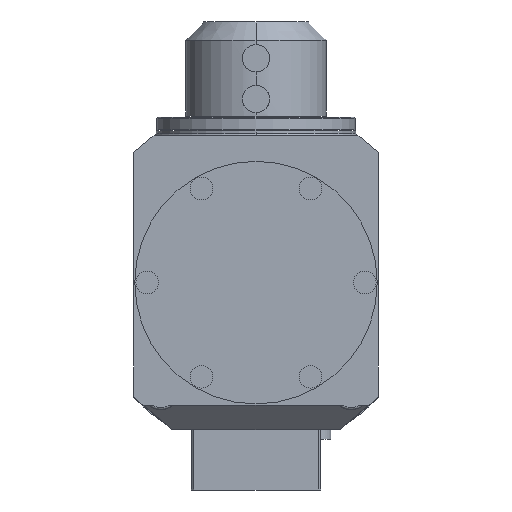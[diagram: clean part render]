
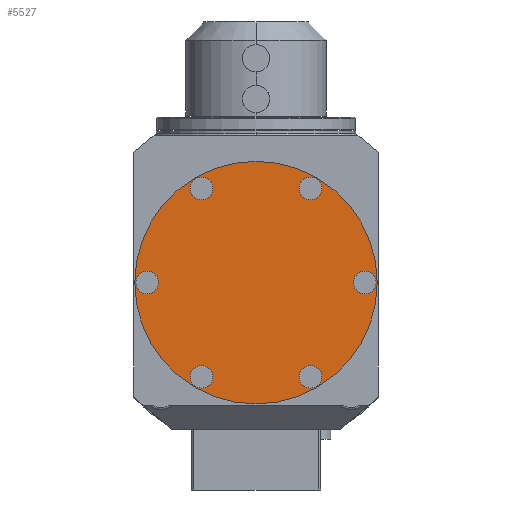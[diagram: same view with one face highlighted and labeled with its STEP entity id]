
A CAD part, left-side view. The second image highlights one B-rep face of the part: STEP entity #5527.
In plain terms, the highlighted planar face has unit normal (-1, 0, 0).
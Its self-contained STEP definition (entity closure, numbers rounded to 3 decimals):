
#669=CARTESIAN_POINT('',(-138.,0.,0.));
#670=DIRECTION('',(-1.,0.,0.));
#671=DIRECTION('',(0.,0.,1.));
#672=AXIS2_PLACEMENT_3D('',#669,#670,#671);
#678=CARTESIAN_POINT('',(-138.,0.,0.));
#679=DIRECTION('',(1.,0.,0.));
#680=DIRECTION('',(0.,0.,1.));
#681=AXIS2_PLACEMENT_3D('',#678,#679,#680);
#687=CARTESIAN_POINT('',(-138.,-24.,41.569));
#688=DIRECTION('',(1.,0.,0.));
#689=DIRECTION('',(0.,0.,1.));
#690=AXIS2_PLACEMENT_3D('',#687,#688,#689);
#692=CARTESIAN_POINT('',(-138.,-24.,41.569));
#693=DIRECTION('',(1.,0.,0.));
#694=DIRECTION('',(0.,0.,-1.));
#695=AXIS2_PLACEMENT_3D('',#692,#693,#694);
#697=CARTESIAN_POINT('',(-138.,24.,41.569));
#698=DIRECTION('',(1.,0.,0.));
#699=DIRECTION('',(0.,0.,1.));
#700=AXIS2_PLACEMENT_3D('',#697,#698,#699);
#702=CARTESIAN_POINT('',(-138.,24.,41.569));
#703=DIRECTION('',(1.,0.,0.));
#704=DIRECTION('',(0.,0.,-1.));
#705=AXIS2_PLACEMENT_3D('',#702,#703,#704);
#707=CARTESIAN_POINT('',(-138.,48.,0.));
#708=DIRECTION('',(1.,0.,0.));
#709=DIRECTION('',(0.,0.,1.));
#710=AXIS2_PLACEMENT_3D('',#707,#708,#709);
#712=CARTESIAN_POINT('',(-138.,48.,0.));
#713=DIRECTION('',(1.,0.,0.));
#714=DIRECTION('',(0.,0.,-1.));
#715=AXIS2_PLACEMENT_3D('',#712,#713,#714);
#717=CARTESIAN_POINT('',(-138.,24.,-41.569));
#718=DIRECTION('',(1.,0.,0.));
#719=DIRECTION('',(0.,0.,1.));
#720=AXIS2_PLACEMENT_3D('',#717,#718,#719);
#722=CARTESIAN_POINT('',(-138.,24.,-41.569));
#723=DIRECTION('',(1.,0.,0.));
#724=DIRECTION('',(0.,0.,-1.));
#725=AXIS2_PLACEMENT_3D('',#722,#723,#724);
#727=CARTESIAN_POINT('',(-138.,-24.,-41.569));
#728=DIRECTION('',(1.,0.,0.));
#729=DIRECTION('',(0.,0.,1.));
#730=AXIS2_PLACEMENT_3D('',#727,#728,#729);
#732=CARTESIAN_POINT('',(-138.,-24.,-41.569));
#733=DIRECTION('',(1.,0.,0.));
#734=DIRECTION('',(0.,0.,-1.));
#735=AXIS2_PLACEMENT_3D('',#732,#733,#734);
#737=CARTESIAN_POINT('',(-138.,-48.,0.));
#738=DIRECTION('',(1.,0.,0.));
#739=DIRECTION('',(0.,0.,1.));
#740=AXIS2_PLACEMENT_3D('',#737,#738,#739);
#742=CARTESIAN_POINT('',(-138.,-48.,0.));
#743=DIRECTION('',(1.,0.,0.));
#744=DIRECTION('',(0.,0.,-1.));
#745=AXIS2_PLACEMENT_3D('',#742,#743,#744);
#4407=CARTESIAN_POINT('',(-138.,0.,53.5));
#4408=CARTESIAN_POINT('',(-138.,0.,-53.5));
#4409=VERTEX_POINT('',#4407);
#4410=VERTEX_POINT('',#4408);
#4419=CARTESIAN_POINT('',(-138.,-24.,46.569));
#4420=CARTESIAN_POINT('',(-138.,-24.,36.569));
#4421=VERTEX_POINT('',#4419);
#4422=VERTEX_POINT('',#4420);
#4427=CARTESIAN_POINT('',(-138.,24.,46.569));
#4428=CARTESIAN_POINT('',(-138.,24.,36.569));
#4429=VERTEX_POINT('',#4427);
#4430=VERTEX_POINT('',#4428);
#4435=CARTESIAN_POINT('',(-138.,48.,5.));
#4436=CARTESIAN_POINT('',(-138.,48.,-5.));
#4437=VERTEX_POINT('',#4435);
#4438=VERTEX_POINT('',#4436);
#4443=CARTESIAN_POINT('',(-138.,24.,-36.569));
#4444=CARTESIAN_POINT('',(-138.,24.,-46.569));
#4445=VERTEX_POINT('',#4443);
#4446=VERTEX_POINT('',#4444);
#4451=CARTESIAN_POINT('',(-138.,-24.,-36.569));
#4452=CARTESIAN_POINT('',(-138.,-24.,-46.569));
#4453=VERTEX_POINT('',#4451);
#4454=VERTEX_POINT('',#4452);
#4459=CARTESIAN_POINT('',(-138.,-48.,5.));
#4460=CARTESIAN_POINT('',(-138.,-48.,-5.));
#4461=VERTEX_POINT('',#4459);
#4462=VERTEX_POINT('',#4460);
#5482=CARTESIAN_POINT('',(-138.,0.,0.));
#5483=DIRECTION('',(-1.,0.,0.));
#5484=DIRECTION('',(0.,0.,-1.));
#5485=AXIS2_PLACEMENT_3D('',#5482,#5483,#5484);
#5486=PLANE('',#5485);
#5487=ORIENTED_EDGE('',*,*,#5476,.T.);
#5488=ORIENTED_EDGE('',*,*,#5462,.F.);
#5489=EDGE_LOOP('',(#5487,#5488));
#5490=FACE_OUTER_BOUND('',#5489,.F.);
#5492=ORIENTED_EDGE('',*,*,#5491,.F.);
#5494=ORIENTED_EDGE('',*,*,#5493,.F.);
#5495=EDGE_LOOP('',(#5492,#5494));
#5496=FACE_BOUND('',#5495,.F.);
#5498=ORIENTED_EDGE('',*,*,#5497,.F.);
#5500=ORIENTED_EDGE('',*,*,#5499,.F.);
#5501=EDGE_LOOP('',(#5498,#5500));
#5502=FACE_BOUND('',#5501,.F.);
#5504=ORIENTED_EDGE('',*,*,#5503,.F.);
#5506=ORIENTED_EDGE('',*,*,#5505,.F.);
#5507=EDGE_LOOP('',(#5504,#5506));
#5508=FACE_BOUND('',#5507,.F.);
#5510=ORIENTED_EDGE('',*,*,#5509,.F.);
#5512=ORIENTED_EDGE('',*,*,#5511,.F.);
#5513=EDGE_LOOP('',(#5510,#5512));
#5514=FACE_BOUND('',#5513,.F.);
#5516=ORIENTED_EDGE('',*,*,#5515,.F.);
#5518=ORIENTED_EDGE('',*,*,#5517,.F.);
#5519=EDGE_LOOP('',(#5516,#5518));
#5520=FACE_BOUND('',#5519,.F.);
#5522=ORIENTED_EDGE('',*,*,#5521,.F.);
#5524=ORIENTED_EDGE('',*,*,#5523,.F.);
#5525=EDGE_LOOP('',(#5522,#5524));
#5526=FACE_BOUND('',#5525,.F.);
#5527=ADVANCED_FACE('',(#5490,#5496,#5502,#5508,#5514,#5520,#5526),#5486,.T.);
#673=CIRCLE('',#672,53.5);
#682=CIRCLE('',#681,53.5);
#691=CIRCLE('',#690,5.);
#696=CIRCLE('',#695,5.);
#701=CIRCLE('',#700,5.);
#706=CIRCLE('',#705,5.);
#711=CIRCLE('',#710,5.);
#716=CIRCLE('',#715,5.);
#721=CIRCLE('',#720,5.);
#726=CIRCLE('',#725,5.);
#731=CIRCLE('',#730,5.);
#736=CIRCLE('',#735,5.);
#741=CIRCLE('',#740,5.);
#746=CIRCLE('',#745,5.);
#5462=EDGE_CURVE('',#4409,#4410,#673,.T.);
#5476=EDGE_CURVE('',#4409,#4410,#682,.T.);
#5491=EDGE_CURVE('',#4421,#4422,#691,.T.);
#5493=EDGE_CURVE('',#4422,#4421,#696,.T.);
#5497=EDGE_CURVE('',#4429,#4430,#701,.T.);
#5499=EDGE_CURVE('',#4430,#4429,#706,.T.);
#5503=EDGE_CURVE('',#4437,#4438,#711,.T.);
#5505=EDGE_CURVE('',#4438,#4437,#716,.T.);
#5509=EDGE_CURVE('',#4445,#4446,#721,.T.);
#5511=EDGE_CURVE('',#4446,#4445,#726,.T.);
#5515=EDGE_CURVE('',#4453,#4454,#731,.T.);
#5517=EDGE_CURVE('',#4454,#4453,#736,.T.);
#5521=EDGE_CURVE('',#4461,#4462,#741,.T.);
#5523=EDGE_CURVE('',#4462,#4461,#746,.T.);
